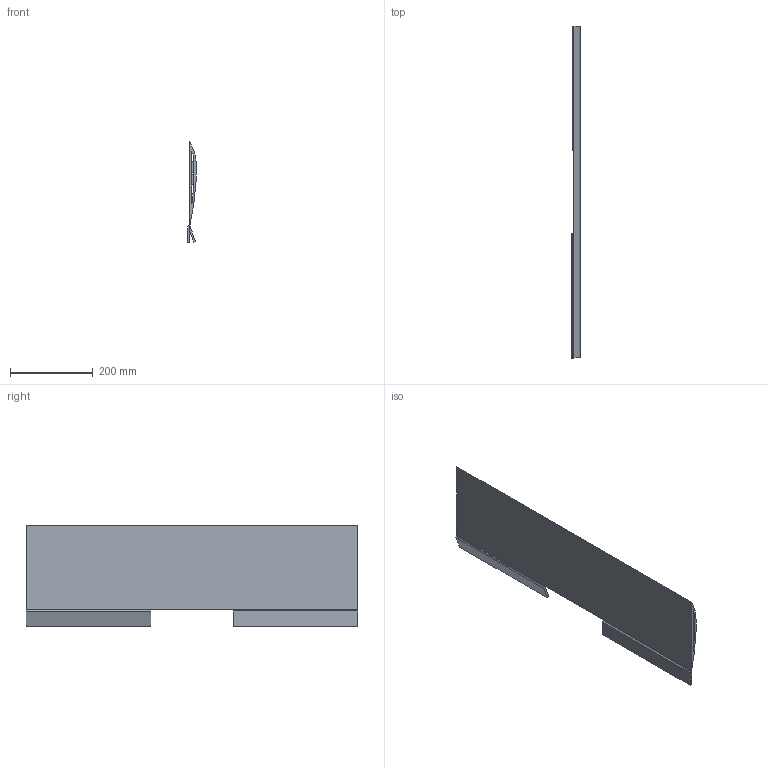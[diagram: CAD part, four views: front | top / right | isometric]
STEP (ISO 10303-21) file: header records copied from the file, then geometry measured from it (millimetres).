
FILE_DESCRIPTION(/* description */ (''),/* implementation_level */ '2;1');
FILE_NAME(/* name */ 'assembly v3.step',/* time_stamp */ '2023-04-09T16:04:49+05:30',/* author */ (''),/* organization */ (''),/* preprocessor_version */ 'ST-DEVELOPER v19.2',/* originating_system */ 'Autodesk Translation Framework v12.4.0.73',/* authorisation */ '');
FILE_SCHEMA (('AUTOMOTIVE_DESIGN { 1 0 10303 214 3 1 1 }'));
Length unit declared in the file: millimetre
Products named in the file (3): assembly; airfoil; flap
Assembly tree (3 placements, depth 2):
  assembly
    airfoil
    flap  x2
Bounding box: 20.55 x 800 x 242.69 mm (x, y, z)
Volume: 1633882.4 mm3; surface area: 681878.8 mm2
Topology: 5 solids, 5 shells, 32 faces, 66 edges, 44 vertices
Faces by surface type: plane 30, bspline 2
Entity records: 885 total; most frequent: CARTESIAN_POINT 278, DIRECTION 105, ORIENTED_EDGE 102, EDGE_CURVE 51, LINE 47, VECTOR 47, VERTEX_POINT 34, AXIS2_PLACEMENT_3D 29
